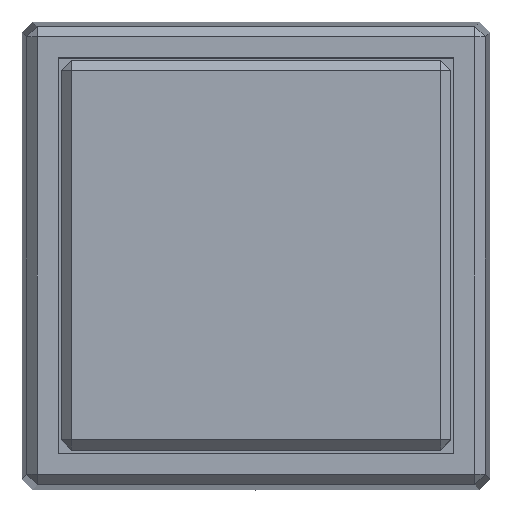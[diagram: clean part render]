
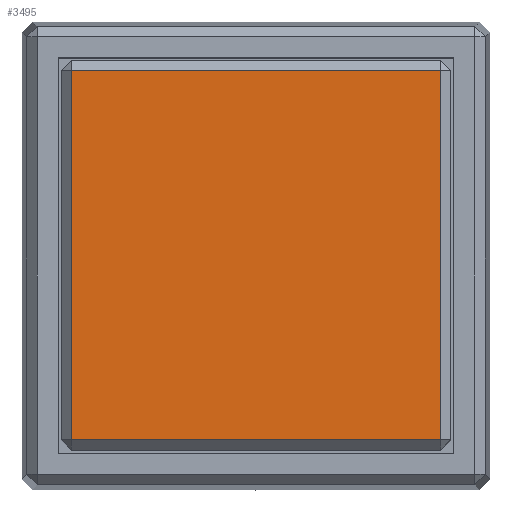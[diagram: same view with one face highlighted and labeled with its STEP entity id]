
A CAD part, top view. The second image highlights one B-rep face of the part: STEP entity #3495.
In plain terms, the highlighted planar face has unit normal (0, 0, 1).
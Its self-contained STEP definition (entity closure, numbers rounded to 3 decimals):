
#29 = DIRECTION ( 'NONE',  ( 0., -1., 0. ) ) ;
#98 = CARTESIAN_POINT ( 'NONE',  ( -3.55, -3.55, 9. ) ) ;
#352 = ORIENTED_EDGE ( 'NONE', *, *, #2753, .F. ) ;
#403 = VERTEX_POINT ( 'NONE', #98 ) ;
#490 = CARTESIAN_POINT ( 'NONE',  ( 0., -3.55, 9. ) ) ;
#556 = CARTESIAN_POINT ( 'NONE',  ( 3.55, 0., 9. ) ) ;
#641 = ORIENTED_EDGE ( 'NONE', *, *, #2641, .F. ) ;
#862 = VECTOR ( 'NONE', #905, 1000. ) ;
#863 = CARTESIAN_POINT ( 'NONE',  ( 3.55, -3.55, 9. ) ) ;
#896 = DIRECTION ( 'NONE',  ( 0., 0., 1. ) ) ;
#905 = DIRECTION ( 'NONE',  ( 1., 0., 0. ) ) ;
#924 = VECTOR ( 'NONE', #29, 1000. ) ;
#1077 = DIRECTION ( 'NONE',  ( 0., 1., 0. ) ) ;
#1166 = FACE_OUTER_BOUND ( 'NONE', #1512, .T. ) ;
#1201 = EDGE_CURVE ( 'NONE', #1882, #1273, #2267, .T. ) ;
#1273 = VERTEX_POINT ( 'NONE', #1502 ) ;
#1336 = CARTESIAN_POINT ( 'NONE',  ( -3.55, 3.55, 9. ) ) ;
#1449 = VECTOR ( 'NONE', #1077, 1000. ) ;
#1502 = CARTESIAN_POINT ( 'NONE',  ( 3.55, 3.55, 9. ) ) ;
#1512 = EDGE_LOOP ( 'NONE', ( #2727, #641, #352, #1862 ) ) ;
#1596 = DIRECTION ( 'NONE',  ( -1., 0., 0. ) ) ;
#1862 = ORIENTED_EDGE ( 'NONE', *, *, #1201, .F. ) ;
#1882 = VERTEX_POINT ( 'NONE', #1336 ) ;
#1995 = DIRECTION ( 'NONE',  ( 1., 0., 0. ) ) ;
#2076 = VECTOR ( 'NONE', #1596, 1000. ) ;
#2143 = AXIS2_PLACEMENT_3D ( 'NONE', #3357, #896, #1995 ) ;
#2213 = EDGE_CURVE ( 'NONE', #403, #1882, #2428, .T. ) ;
#2260 = PLANE ( 'NONE',  #2143 ) ;
#2267 = LINE ( 'NONE', #3366, #862 ) ;
#2428 = LINE ( 'NONE', #3524, #1449 ) ;
#2641 = EDGE_CURVE ( 'NONE', #3194, #403, #2926, .T. ) ;
#2727 = ORIENTED_EDGE ( 'NONE', *, *, #2213, .F. ) ;
#2753 = EDGE_CURVE ( 'NONE', #1273, #3194, #2995, .T. ) ;
#2926 = LINE ( 'NONE', #490, #2076 ) ;
#2995 = LINE ( 'NONE', #556, #924 ) ;
#3194 = VERTEX_POINT ( 'NONE', #863 ) ;
#3357 = CARTESIAN_POINT ( 'NONE',  ( -3.55, -3.55, 9. ) ) ;
#3366 = CARTESIAN_POINT ( 'NONE',  ( 0., 3.55, 9. ) ) ;
#3495 = ADVANCED_FACE ( 'NONE', ( #1166 ), #2260, .T. ) ;
#3524 = CARTESIAN_POINT ( 'NONE',  ( -3.55, 0., 9. ) ) ;
